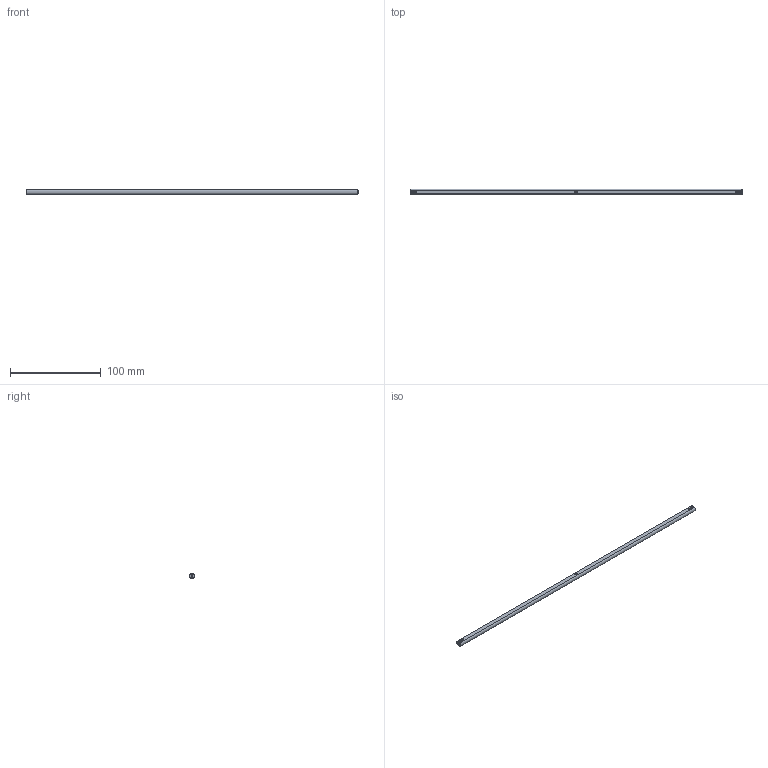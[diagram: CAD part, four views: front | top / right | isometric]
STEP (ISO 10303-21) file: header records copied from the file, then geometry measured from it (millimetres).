
FILE_DESCRIPTION(('FreeCAD Model'),'2;1');
FILE_NAME('Open CASCADE Shape Model','2024-02-05T00:12:34',(''),(''), 'Open CASCADE STEP processor 7.6','FreeCAD','Unknown');
FILE_SCHEMA(('AUTOMOTIVE_DESIGN { 1 0 10303 214 1 1 1 1 }'));
Length unit declared in the file: millimetre
Products named in the file (1): Shaft PLN BU29.25 - SPN-SFT-0117 (stemfie.org)
Bounding box: 365.62 x 6.6 x 5 mm (x, y, z)
Volume: 9577.7 mm3; surface area: 9678.4 mm2
Topology: 1 solids, 1 shells, 466 faces, 1303 edges, 858 vertices
Faces by surface type: plane 322, extrusion 108, cylinder 20, cone 16
Full cylindrical faces by diameter (mm): 2 x14
Entity records: 32348 total; most frequent: CARTESIAN_POINT 6958, DIRECTION 4283, VECTOR 3381, LINE 3273, ORIENTED_EDGE 2606, PCURVE 2606, DEFINITIONAL_REPRESENTATION 2606, EDGE_CURVE 1303
